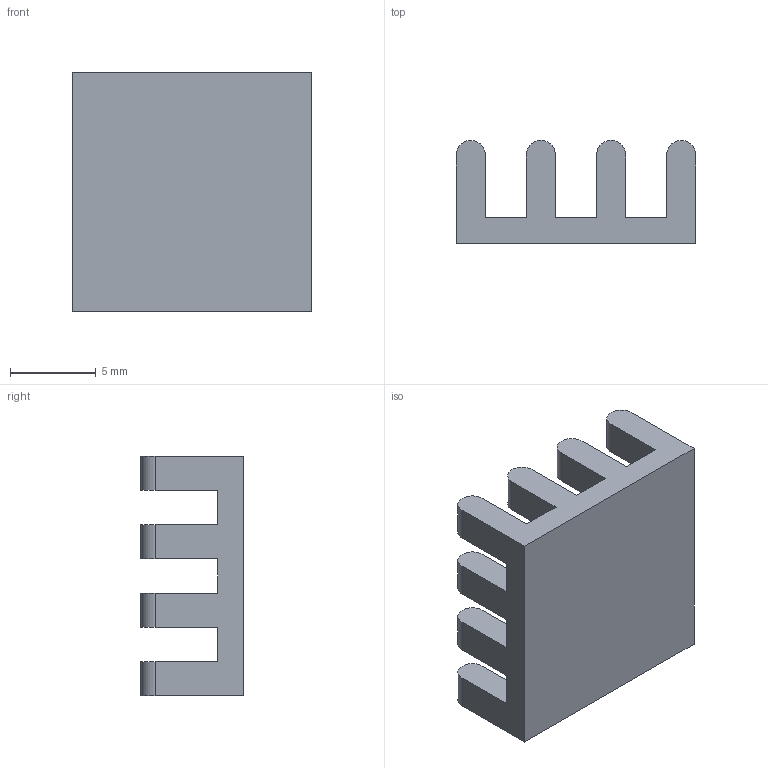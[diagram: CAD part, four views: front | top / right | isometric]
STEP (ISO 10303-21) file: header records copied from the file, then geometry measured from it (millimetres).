
FILE_DESCRIPTION (( 'STEP AP214' ), '1' );
FILE_NAME ('CUI_DEVICES_HSB03-141406.step', '2021-08-24T17:54:34', ( '' ), ( '' ), 'SwSTEP 2.0', 'SolidWorks 2021', '' );
FILE_SCHEMA (( 'AUTOMOTIVE_DESIGN' ));
Length unit declared in the file: inch
Products named in the file (1): CUI_DEVICES_HSB03-141406
Bounding box: 14 x 6 x 14 mm (x, y, z)
Volume: 528.9 mm3; surface area: 975.5 mm2
Topology: 1 solids, 1 shells, 70 faces, 192 edges, 128 vertices
Faces by surface type: plane 54, cylinder 16
Entity records: 2248 total; most frequent: CARTESIAN_POINT 391, ORIENTED_EDGE 384, DIRECTION 366, EDGE_CURVE 192, LINE 160, VECTOR 160, VERTEX_POINT 128, AXIS2_PLACEMENT_3D 103
